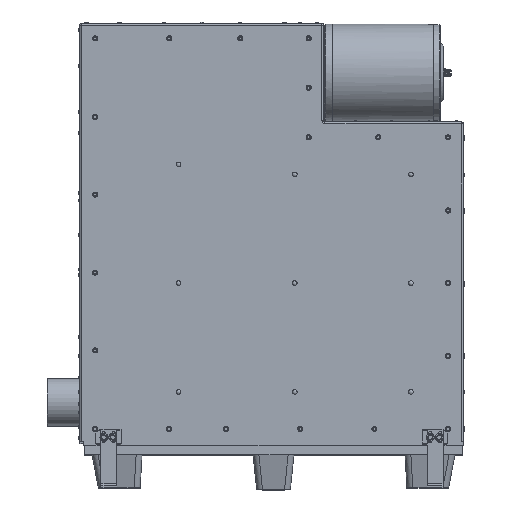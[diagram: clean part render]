
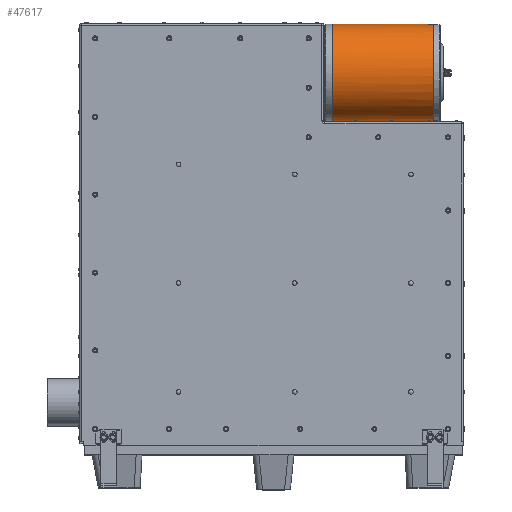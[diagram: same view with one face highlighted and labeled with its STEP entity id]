
A CAD part, top view. The second image highlights one B-rep face of the part: STEP entity #47617.
In plain terms, the highlighted cylindrical face has radius 155.448 mm (diameter 310.896 mm), a full revolution.
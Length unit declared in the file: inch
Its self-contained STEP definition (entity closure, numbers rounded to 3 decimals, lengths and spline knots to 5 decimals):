
#1847=CYLINDRICAL_SURFACE('',#50986,6.12);
#2482=FACE_BOUND('',#18876,.T.);
#12376=CIRCLE('',#50849,6.12);
#12461=CIRCLE('',#50987,6.12);
#15777=FACE_OUTER_BOUND('',#18875,.T.);
#18875=EDGE_LOOP('',(#35636));
#18876=EDGE_LOOP('',(#35637));
#23627=VERTEX_POINT('',#89537);
#23779=VERTEX_POINT('',#94401);
#28315=EDGE_CURVE('',#23627,#23627,#12376,.T.);
#28491=EDGE_CURVE('',#23779,#23779,#12461,.T.);
#35636=ORIENTED_EDGE('',*,*,#28315,.F.);
#35637=ORIENTED_EDGE('',*,*,#28491,.F.);
#47617=ADVANCED_FACE('',(#15777,#2482),#1847,.T.);
#50849=AXIS2_PLACEMENT_3D('',#89538,#55964,#55965);
#50986=AXIS2_PLACEMENT_3D('',#94400,#56257,#56258);
#50987=AXIS2_PLACEMENT_3D('',#94402,#56259,#56260);
#55964=DIRECTION('center_axis',(1.,0.,0.));
#55965=DIRECTION('ref_axis',(0.,0.276,0.961));
#56257=DIRECTION('center_axis',(1.,0.,0.));
#56258=DIRECTION('ref_axis',(0.,0.276,0.961));
#56259=DIRECTION('center_axis',(-1.,0.,0.));
#56260=DIRECTION('ref_axis',(0.,0.276,0.961));
#89537=CARTESIAN_POINT('',(44.173,44.93832,31.36702));
#89538=CARTESIAN_POINT('Origin',(44.173,46.625,37.25));
#94400=CARTESIAN_POINT('Origin',(31.423,46.625,37.25));
#94401=CARTESIAN_POINT('',(31.423,44.93832,31.36702));
#94402=CARTESIAN_POINT('Origin',(31.423,46.625,37.25));
